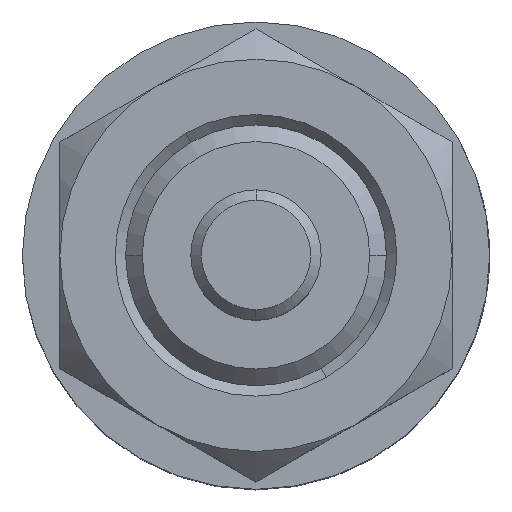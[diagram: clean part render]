
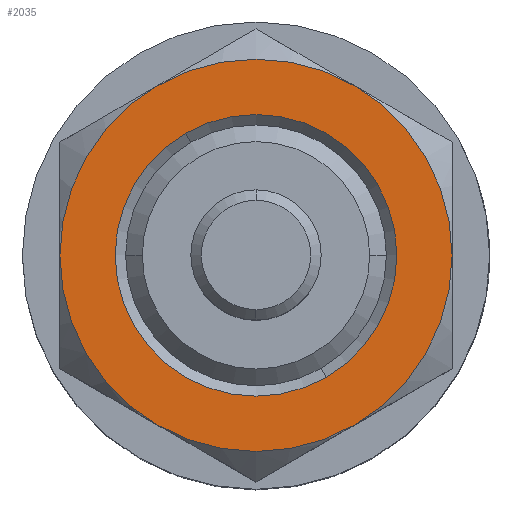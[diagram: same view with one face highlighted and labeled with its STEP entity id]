
A CAD part, top view. The second image highlights one B-rep face of the part: STEP entity #2035.
In plain terms, the highlighted planar face has unit normal (0, 0, 1).
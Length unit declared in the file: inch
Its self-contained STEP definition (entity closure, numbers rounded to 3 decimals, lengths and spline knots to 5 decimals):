
#31 = VERTEX_POINT ( 'NONE', #889 ) ;
#67 = AXIS2_PLACEMENT_3D ( 'NONE', #2222, #791, #2452 ) ;
#110 = VERTEX_POINT ( 'NONE', #859 ) ;
#154 = CARTESIAN_POINT ( 'NONE',  ( 0., 0., 0.19 ) ) ;
#181 = VERTEX_POINT ( 'NONE', #861 ) ;
#275 = CARTESIAN_POINT ( 'NONE',  ( 0., 0., 0.19 ) ) ;
#286 = CARTESIAN_POINT ( 'NONE',  ( 0.235, -0.40703, 0.19 ) ) ;
#358 = DIRECTION ( 'NONE',  ( 0., 0., -1. ) ) ;
#391 = DIRECTION ( 'NONE',  ( -1., 0., 0. ) ) ;
#394 = ORIENTED_EDGE ( 'NONE', *, *, #2614, .F. ) ;
#400 = CIRCLE ( 'NONE', #1769, 0.47 ) ;
#401 = VERTEX_POINT ( 'NONE', #1686 ) ;
#456 = EDGE_LOOP ( 'NONE', ( #2739, #657 ) ) ;
#457 = AXIS2_PLACEMENT_3D ( 'NONE', #1786, #358, #2027 ) ;
#482 = FACE_BOUND ( 'NONE', #456, .T. ) ;
#511 = DIRECTION ( 'NONE',  ( -1., 0., 0. ) ) ;
#540 = DIRECTION ( 'NONE',  ( 0., 0., -1. ) ) ;
#657 = ORIENTED_EDGE ( 'NONE', *, *, #1349, .T. ) ;
#744 = EDGE_CURVE ( 'NONE', #31, #110, #1467, .T. ) ;
#791 = DIRECTION ( 'NONE',  ( 0., 0., -1. ) ) ;
#859 = CARTESIAN_POINT ( 'NONE',  ( -0.3375, 0., 0.19 ) ) ;
#861 = CARTESIAN_POINT ( 'NONE',  ( -0.235, -0.40703, 0.19 ) ) ;
#889 = CARTESIAN_POINT ( 'NONE',  ( 0.3375, 0., 0.19 ) ) ;
#893 = DIRECTION ( 'NONE',  ( 0., 0., -1. ) ) ;
#902 = ORIENTED_EDGE ( 'NONE', *, *, #3014, .T. ) ;
#911 = CIRCLE ( 'NONE', #1175, 0.47 ) ;
#925 = ORIENTED_EDGE ( 'NONE', *, *, #1255, .F. ) ;
#930 = CARTESIAN_POINT ( 'NONE',  ( 0.47, 0., 0.19 ) ) ;
#961 = CARTESIAN_POINT ( 'NONE',  ( -0.235, 0.40703, 0.19 ) ) ;
#984 = DIRECTION ( 'NONE',  ( 0., 0., 1. ) ) ;
#1076 = ORIENTED_EDGE ( 'NONE', *, *, #3003, .F. ) ;
#1131 = CARTESIAN_POINT ( 'NONE',  ( 0., 0., 0.19 ) ) ;
#1137 = CARTESIAN_POINT ( 'NONE',  ( -0.47, 0., 0.19 ) ) ;
#1175 = AXIS2_PLACEMENT_3D ( 'NONE', #154, #1818, #391 ) ;
#1181 = EDGE_CURVE ( 'NONE', #181, #1948, #1924, .T. ) ;
#1255 = EDGE_CURVE ( 'NONE', #2886, #2175, #911, .T. ) ;
#1349 = EDGE_CURVE ( 'NONE', #110, #31, #2576, .T. ) ;
#1372 = DIRECTION ( 'NONE',  ( -1., 0., 0. ) ) ;
#1467 = CIRCLE ( 'NONE', #2397, 0.3375 ) ;
#1520 = EDGE_CURVE ( 'NONE', #2981, #401, #400, .T. ) ;
#1639 = CIRCLE ( 'NONE', #457, 0.47 ) ;
#1655 = CARTESIAN_POINT ( 'NONE',  ( 0., 0.54271, 0.19 ) ) ;
#1686 = CARTESIAN_POINT ( 'NONE',  ( 0.235, 0.40703, 0.19 ) ) ;
#1717 = ORIENTED_EDGE ( 'NONE', *, *, #1520, .F. ) ;
#1769 = AXIS2_PLACEMENT_3D ( 'NONE', #1973, #540, #2209 ) ;
#1786 = CARTESIAN_POINT ( 'NONE',  ( 0., 0., 0.19 ) ) ;
#1818 = DIRECTION ( 'NONE',  ( 0., 0., -1. ) ) ;
#1905 = PLANE ( 'NONE',  #2854 ) ;
#1924 = CIRCLE ( 'NONE', #67, 0.47 ) ;
#1945 = DIRECTION ( 'NONE',  ( 0., 0., -1. ) ) ;
#1948 = VERTEX_POINT ( 'NONE', #1137 ) ;
#1973 = CARTESIAN_POINT ( 'NONE',  ( 0., 0., 0.19 ) ) ;
#2027 = DIRECTION ( 'NONE',  ( -1., 0., 0. ) ) ;
#2035 = ADVANCED_FACE ( 'NONE', ( #482, #2372 ), #1905, .F. ) ;
#2140 = DIRECTION ( 'NONE',  ( 0., 0., -1. ) ) ;
#2175 = VERTEX_POINT ( 'NONE', #286 ) ;
#2209 = DIRECTION ( 'NONE',  ( -1., 0., 0. ) ) ;
#2222 = CARTESIAN_POINT ( 'NONE',  ( 0., 0., 0.19 ) ) ;
#2279 = AXIS2_PLACEMENT_3D ( 'NONE', #275, #1945, #511 ) ;
#2320 = CARTESIAN_POINT ( 'NONE',  ( 0., 0., 0.19 ) ) ;
#2372 = FACE_OUTER_BOUND ( 'NONE', #2617, .T. ) ;
#2397 = AXIS2_PLACEMENT_3D ( 'NONE', #1131, #2788, #1372 ) ;
#2407 = CARTESIAN_POINT ( 'NONE',  ( 0., 0., 0.19 ) ) ;
#2417 = CIRCLE ( 'NONE', #2279, 0.47 ) ;
#2420 = AXIS2_PLACEMENT_3D ( 'NONE', #2407, #984, #2640 ) ;
#2452 = DIRECTION ( 'NONE',  ( -1., 0., 0. ) ) ;
#2496 = CIRCLE ( 'NONE', #2420, 0.47 ) ;
#2553 = DIRECTION ( 'NONE',  ( -1., 0., 0. ) ) ;
#2576 = CIRCLE ( 'NONE', #2931, 0.3375 ) ;
#2614 = EDGE_CURVE ( 'NONE', #2175, #181, #1639, .T. ) ;
#2617 = EDGE_LOOP ( 'NONE', ( #1076, #3025, #394, #925, #902, #1717 ) ) ;
#2640 = DIRECTION ( 'NONE',  ( 1., 0., 0. ) ) ;
#2678 = DIRECTION ( 'NONE',  ( -1., 0., 0. ) ) ;
#2739 = ORIENTED_EDGE ( 'NONE', *, *, #744, .T. ) ;
#2788 = DIRECTION ( 'NONE',  ( 0., 0., -1. ) ) ;
#2854 = AXIS2_PLACEMENT_3D ( 'NONE', #1655, #2140, #2678 ) ;
#2886 = VERTEX_POINT ( 'NONE', #930 ) ;
#2931 = AXIS2_PLACEMENT_3D ( 'NONE', #2320, #893, #2553 ) ;
#2981 = VERTEX_POINT ( 'NONE', #961 ) ;
#3003 = EDGE_CURVE ( 'NONE', #1948, #2981, #2417, .T. ) ;
#3014 = EDGE_CURVE ( 'NONE', #2886, #401, #2496, .T. ) ;
#3025 = ORIENTED_EDGE ( 'NONE', *, *, #1181, .F. ) ;
